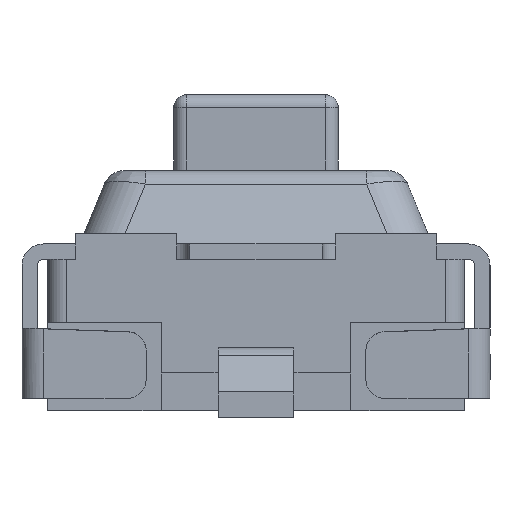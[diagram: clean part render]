
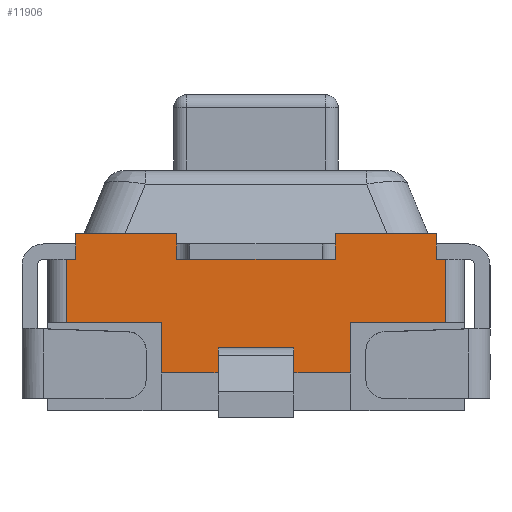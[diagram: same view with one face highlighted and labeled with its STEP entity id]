
A CAD part, left-side view. The second image highlights one B-rep face of the part: STEP entity #11906.
In plain terms, the highlighted planar face has unit normal (-1, 0, 0).
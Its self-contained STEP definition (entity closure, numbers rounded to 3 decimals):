
#584=PLANE('',#12668);
#1248=LINE('',#18278,#2448);
#1295=LINE('',#18458,#2495);
#1330=LINE('',#18724,#2530);
#1345=LINE('',#18767,#2545);
#1378=LINE('',#18946,#2578);
#1394=LINE('',#18982,#2594);
#1395=LINE('',#18984,#2595);
#1396=LINE('',#18986,#2596);
#1397=LINE('',#18988,#2597);
#1398=LINE('',#18989,#2598);
#1399=LINE('',#18990,#2599);
#1400=LINE('',#18992,#2600);
#1401=LINE('',#18994,#2601);
#1402=LINE('',#18996,#2602);
#1403=LINE('',#18997,#2603);
#1404=LINE('',#18998,#2604);
#1405=LINE('',#19000,#2605);
#1406=LINE('',#19002,#2606);
#1407=LINE('',#19004,#2607);
#1408=LINE('',#19006,#2608);
#2448=VECTOR('',#13949,1000.);
#2495=VECTOR('',#14036,1000.);
#2530=VECTOR('',#14119,1000.);
#2545=VECTOR('',#14150,1000.);
#2578=VECTOR('',#14213,1000.);
#2594=VECTOR('',#14237,1000.);
#2595=VECTOR('',#14238,1000.);
#2596=VECTOR('',#14239,1000.);
#2597=VECTOR('',#14240,1000.);
#2598=VECTOR('',#14241,1000.);
#2599=VECTOR('',#14242,1000.);
#2600=VECTOR('',#14243,1000.);
#2601=VECTOR('',#14244,1000.);
#2602=VECTOR('',#14245,1000.);
#2603=VECTOR('',#14246,1000.);
#2604=VECTOR('',#14247,1000.);
#2605=VECTOR('',#14248,1000.);
#2606=VECTOR('',#14249,1000.);
#2607=VECTOR('',#14250,1000.);
#2608=VECTOR('',#14251,1000.);
#4329=ORIENTED_EDGE('',*,*,#7666,.F.);
#4330=ORIENTED_EDGE('',*,*,#7667,.T.);
#4331=ORIENTED_EDGE('',*,*,#7668,.F.);
#4332=ORIENTED_EDGE('',*,*,#7669,.F.);
#4333=ORIENTED_EDGE('',*,*,#7519,.F.);
#4334=ORIENTED_EDGE('',*,*,#7670,.T.);
#4335=ORIENTED_EDGE('',*,*,#7604,.T.);
#4336=ORIENTED_EDGE('',*,*,#7671,.T.);
#4337=ORIENTED_EDGE('',*,*,#7672,.T.);
#4338=ORIENTED_EDGE('',*,*,#7673,.F.);
#4339=ORIENTED_EDGE('',*,*,#7674,.F.);
#4340=ORIENTED_EDGE('',*,*,#7458,.T.);
#4341=ORIENTED_EDGE('',*,*,#7675,.T.);
#4342=ORIENTED_EDGE('',*,*,#7585,.T.);
#4343=ORIENTED_EDGE('',*,*,#7676,.F.);
#4344=ORIENTED_EDGE('',*,*,#7677,.T.);
#4345=ORIENTED_EDGE('',*,*,#7678,.T.);
#4346=ORIENTED_EDGE('',*,*,#7679,.T.);
#4347=ORIENTED_EDGE('',*,*,#7680,.F.);
#4348=ORIENTED_EDGE('',*,*,#7648,.T.);
#7458=EDGE_CURVE('',#9180,#9181,#1248,.T.);
#7519=EDGE_CURVE('',#9240,#9241,#1295,.T.);
#7585=EDGE_CURVE('',#9301,#9302,#1330,.T.);
#7604=EDGE_CURVE('',#9317,#9320,#1345,.T.);
#7648=EDGE_CURVE('',#9356,#9357,#1378,.T.);
#7666=EDGE_CURVE('',#9372,#9357,#1394,.T.);
#7667=EDGE_CURVE('',#9372,#9373,#1395,.T.);
#7668=EDGE_CURVE('',#9374,#9373,#1396,.T.);
#7669=EDGE_CURVE('',#9241,#9374,#1397,.T.);
#7670=EDGE_CURVE('',#9240,#9317,#1398,.T.);
#7671=EDGE_CURVE('',#9320,#9375,#1399,.T.);
#7672=EDGE_CURVE('',#9375,#9376,#1400,.T.);
#7673=EDGE_CURVE('',#9377,#9376,#1401,.T.);
#7674=EDGE_CURVE('',#9180,#9377,#1402,.T.);
#7675=EDGE_CURVE('',#9181,#9301,#1403,.T.);
#7676=EDGE_CURVE('',#9378,#9302,#1404,.T.);
#7677=EDGE_CURVE('',#9378,#9379,#1405,.T.);
#7678=EDGE_CURVE('',#9379,#9380,#1406,.T.);
#7679=EDGE_CURVE('',#9380,#9381,#1407,.T.);
#7680=EDGE_CURVE('',#9356,#9381,#1408,.T.);
#9180=VERTEX_POINT('',#18279);
#9181=VERTEX_POINT('',#18280);
#9240=VERTEX_POINT('',#18457);
#9241=VERTEX_POINT('',#18459);
#9301=VERTEX_POINT('',#18725);
#9302=VERTEX_POINT('',#18726);
#9317=VERTEX_POINT('',#18761);
#9320=VERTEX_POINT('',#18766);
#9356=VERTEX_POINT('',#18947);
#9357=VERTEX_POINT('',#18948);
#9372=VERTEX_POINT('',#18983);
#9373=VERTEX_POINT('',#18985);
#9374=VERTEX_POINT('',#18987);
#9375=VERTEX_POINT('',#18991);
#9376=VERTEX_POINT('',#18993);
#9377=VERTEX_POINT('',#18995);
#9378=VERTEX_POINT('',#18999);
#9379=VERTEX_POINT('',#19001);
#9380=VERTEX_POINT('',#19003);
#9381=VERTEX_POINT('',#19005);
#10524=EDGE_LOOP('',(#4329,#4330,#4331,#4332,#4333,#4334,#4335,#4336,#4337,
#4338,#4339,#4340,#4341,#4342,#4343,#4344,#4345,#4346,#4347,#4348));
#11195=FACE_BOUND('',#10524,.T.);
#11906=ADVANCED_FACE('',(#11195),#584,.F.);
#12668=AXIS2_PLACEMENT_3D('',#18981,#14235,#14236);
#13949=DIRECTION('',(0.,0.,1.));
#14036=DIRECTION('',(0.,1.,0.));
#14119=DIRECTION('',(0.,0.,-1.));
#14150=DIRECTION('',(0.,-1.,0.));
#14213=DIRECTION('',(0.,0.,-1.));
#14235=DIRECTION('',(1.,0.,0.));
#14236=DIRECTION('',(0.,1.,0.));
#14237=DIRECTION('',(0.,1.,0.));
#14238=DIRECTION('',(0.,0.,-1.));
#14239=DIRECTION('',(0.,1.,0.));
#14240=DIRECTION('',(0.,0.,-1.));
#14241=DIRECTION('',(0.,0.,-1.));
#14242=DIRECTION('',(0.,0.,1.));
#14243=DIRECTION('',(0.,-1.,0.));
#14244=DIRECTION('',(0.,0.,-1.));
#14245=DIRECTION('',(0.,-1.,0.));
#14246=DIRECTION('',(0.,1.,0.));
#14247=DIRECTION('',(0.,-1.,0.));
#14248=DIRECTION('',(0.,0.,1.));
#14249=DIRECTION('',(0.,1.,0.));
#14250=DIRECTION('',(0.,0.,-1.));
#14251=DIRECTION('',(0.,-1.,0.));
#18278=CARTESIAN_POINT('',(2419.182,678.591,0.55));
#18279=CARTESIAN_POINT('',(2419.182,678.591,0.9));
#18280=CARTESIAN_POINT('',(2419.182,678.591,1.1));
#18457=CARTESIAN_POINT('',(2419.182,679.716,0.2));
#18458=CARTESIAN_POINT('',(2419.182,680.016,0.2));
#18459=CARTESIAN_POINT('',(2419.182,680.316,0.2));
#18724=CARTESIAN_POINT('',(2419.182,679.391,0.55));
#18725=CARTESIAN_POINT('',(2419.182,679.391,1.1));
#18726=CARTESIAN_POINT('',(2419.182,679.391,0.9));
#18761=CARTESIAN_POINT('',(2419.182,679.716,0.));
#18766=CARTESIAN_POINT('',(2419.182,679.266,0.));
#18767=CARTESIAN_POINT('',(2419.182,680.016,0.));
#18946=CARTESIAN_POINT('',(2419.182,681.516,0.9));
#18947=CARTESIAN_POINT('',(2419.182,681.516,0.9));
#18948=CARTESIAN_POINT('',(2419.182,681.516,0.4));
#18981=CARTESIAN_POINT('',(2419.182,680.016,0.55));
#18982=CARTESIAN_POINT('',(2419.182,680.766,0.4));
#18983=CARTESIAN_POINT('',(2419.182,680.766,0.4));
#18984=CARTESIAN_POINT('',(2419.182,680.766,0.55));
#18985=CARTESIAN_POINT('',(2419.182,680.766,0.));
#18986=CARTESIAN_POINT('',(2419.182,680.316,0.));
#18987=CARTESIAN_POINT('',(2419.182,680.316,0.));
#18988=CARTESIAN_POINT('',(2419.182,680.316,0.1));
#18989=CARTESIAN_POINT('',(2419.182,679.716,0.55));
#18990=CARTESIAN_POINT('',(2419.182,679.266,0.));
#18991=CARTESIAN_POINT('',(2419.182,679.266,0.4));
#18992=CARTESIAN_POINT('',(2419.182,680.016,0.4));
#18993=CARTESIAN_POINT('',(2419.182,678.516,0.4));
#18994=CARTESIAN_POINT('',(2419.182,678.516,0.9));
#18995=CARTESIAN_POINT('',(2419.182,678.516,0.9));
#18996=CARTESIAN_POINT('',(2419.182,678.591,0.9));
#18997=CARTESIAN_POINT('',(2419.182,678.591,1.1));
#18998=CARTESIAN_POINT('',(2419.182,680.641,0.9));
#18999=CARTESIAN_POINT('',(2419.182,680.641,0.9));
#19000=CARTESIAN_POINT('',(2419.182,680.641,0.9));
#19001=CARTESIAN_POINT('',(2419.182,680.641,1.1));
#19002=CARTESIAN_POINT('',(2419.182,680.016,1.1));
#19003=CARTESIAN_POINT('',(2419.182,681.441,1.1));
#19004=CARTESIAN_POINT('',(2419.182,681.441,1.1));
#19005=CARTESIAN_POINT('',(2419.182,681.441,0.9));
#19006=CARTESIAN_POINT('',(2419.182,681.516,0.9));
